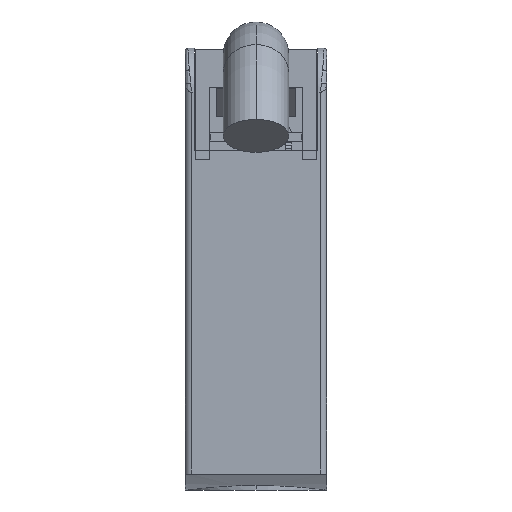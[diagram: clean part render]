
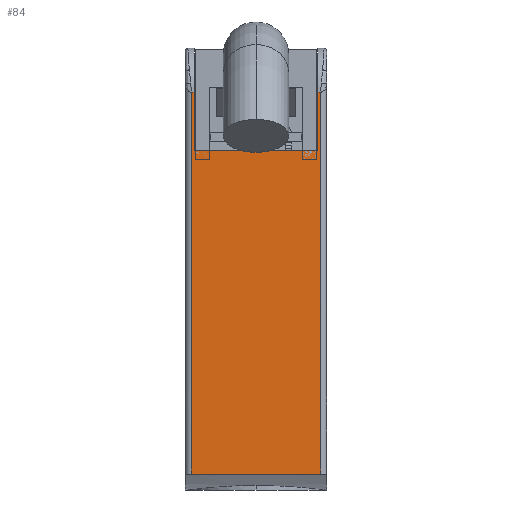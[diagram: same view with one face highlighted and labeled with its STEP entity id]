
A CAD part, left-side view. The second image highlights one B-rep face of the part: STEP entity #84.
In plain terms, the highlighted planar face has unit normal (-1, 0, 0).
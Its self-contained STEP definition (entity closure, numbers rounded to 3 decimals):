
#84=ADVANCED_FACE('',(#595),#596,.T.);
#595=FACE_OUTER_BOUND('',#1672,.T.);
#596=PLANE('',#1673);
#1672=EDGE_LOOP('',(#4085,#4086,#4087,#4088,#4089,#4090,#4091,#4092));
#1673=AXIS2_PLACEMENT_3D('',#4093,#4094,#4095);
#4085=ORIENTED_EDGE('',*,*,#8292,.F.);
#4086=ORIENTED_EDGE('',*,*,#8298,.F.);
#4087=ORIENTED_EDGE('',*,*,#8299,.F.);
#4088=ORIENTED_EDGE('',*,*,#8300,.T.);
#4089=ORIENTED_EDGE('',*,*,#8301,.F.);
#4090=ORIENTED_EDGE('',*,*,#8302,.T.);
#4091=ORIENTED_EDGE('',*,*,#8303,.T.);
#4092=ORIENTED_EDGE('',*,*,#8304,.T.);
#4093=CARTESIAN_POINT('',(-15.0,8.0,-13.575));
#4094=DIRECTION('',(-1.0,0.0,0.0));
#4095=DIRECTION('',(0.0,0.0,1.0));
#8292=EDGE_CURVE('',#9702,#9703,#9704,.T.);
#8298=EDGE_CURVE('',#9714,#9702,#9715,.T.);
#8299=EDGE_CURVE('',#9716,#9714,#9717,.T.);
#8300=EDGE_CURVE('',#9716,#9718,#9719,.T.);
#8301=EDGE_CURVE('',#9720,#9718,#9721,.T.);
#8302=EDGE_CURVE('',#9720,#9722,#9723,.T.);
#8303=EDGE_CURVE('',#9722,#9724,#9725,.T.);
#8304=EDGE_CURVE('',#9724,#9703,#9726,.T.);
#9702=VERTEX_POINT('',#12003);
#9703=VERTEX_POINT('',#12004);
#9704=LINE('',#12005,#12006);
#9714=VERTEX_POINT('',#12066);
#9715=LINE('',#12067,#12068);
#9716=VERTEX_POINT('',#12069);
#9717=LINE('',#12070,#12071);
#9718=VERTEX_POINT('',#12072);
#9719=LINE('',#12073,#12074);
#9720=VERTEX_POINT('',#12075);
#9721=LINE('',#12076,#12077);
#9722=VERTEX_POINT('',#12078);
#9723=LINE('',#12079,#12080);
#9724=VERTEX_POINT('',#12081);
#9725=LINE('',#12082,#12083);
#9726=LINE('',#12084,#12085);
#12003=CARTESIAN_POINT('',(-15.0,-7.0,30.925));
#12004=CARTESIAN_POINT('',(-15.,-7.3,30.925));
#12005=CARTESIAN_POINT('',(-15.0,-7.0,30.925));
#12006=VECTOR('',#16154,0.3);
#12066=CARTESIAN_POINT('',(-15.0,-7.0,24.375));
#12067=CARTESIAN_POINT('',(-15.0,-7.0,24.375));
#12068=VECTOR('',#16159,6.55);
#12069=CARTESIAN_POINT('',(-15.0,7.0,24.375));
#12070=CARTESIAN_POINT('',(-15.0,7.0,24.375));
#12071=VECTOR('',#16160,14.0);
#12072=CARTESIAN_POINT('',(-15.0,7.0,30.925));
#12073=CARTESIAN_POINT('',(-15.0,7.0,24.375));
#12074=VECTOR('',#16161,6.55);
#12075=CARTESIAN_POINT('',(-15.0,7.3,30.925));
#12076=CARTESIAN_POINT('',(-15.0,7.3,30.925));
#12077=VECTOR('',#16162,0.3);
#12078=CARTESIAN_POINT('',(-15.0,7.3,-12.265));
#12079=CARTESIAN_POINT('',(-15.0,7.3,30.925));
#12080=VECTOR('',#16163,43.19);
#12081=CARTESIAN_POINT('',(-15.0,-7.3,-12.265));
#12082=CARTESIAN_POINT('',(-15.0,7.3,-12.265));
#12083=VECTOR('',#16164,14.6);
#12084=CARTESIAN_POINT('',(-15.0,-7.3,-12.265));
#12085=VECTOR('',#16165,43.19);
#16154=DIRECTION('',(0.,-1.,0.));
#16159=DIRECTION('',(0.0,0.0,1.0));
#16160=DIRECTION('',(0.0,-1.0,0.0));
#16161=DIRECTION('',(0.0,0.0,1.0));
#16162=DIRECTION('',(0.0,-1.0,0.));
#16163=DIRECTION('',(0.0,0.0,-1.0));
#16164=DIRECTION('',(0.0,-1.0,0.0));
#16165=DIRECTION('',(0.,0.,1.0));
